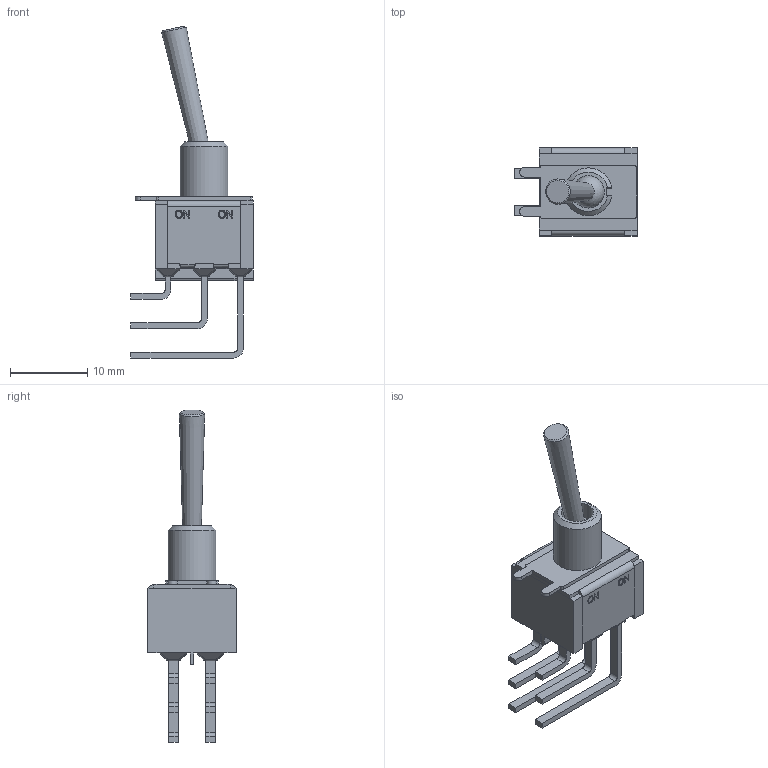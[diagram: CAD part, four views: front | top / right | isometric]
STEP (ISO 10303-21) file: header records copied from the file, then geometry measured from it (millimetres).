
FILE_DESCRIPTION(/* description */ (''),/* implementation_level */ '2;1');
FILE_NAME(/* name */ '100DPxT3B3M7xE.stp',/* time_stamp */ '2025-04-30T16:07:51-05:00',/* author */ ('mroman'),/* organization */ (''),/* preprocessor_version */ 'ST-DEVELOPER v18.1',/* originating_system */ 'Autodesk Inventor 2022',/* authorisation */ '');
FILE_SCHEMA (('AUTOMOTIVE_DESIGN { 1 0 10303 214 3 1 1 }'));
Length unit declared in the file: inch
Products named in the file (1): 100DPxT3B3M7xE
Bounding box: 15.88 x 11.43 x 43.1 mm (x, y, z)
Volume: 1068.4 mm3; surface area: 2263.3 mm2
Topology: 2 solids, 3 shells, 414 faces, 1062 edges, 657 vertices
Faces by surface type: plane 289, cylinder 80, sphere 26, bspline 16, cone 3
Full cylindrical faces by diameter (mm): 4.2 x2
Entity records: 12296 total; most frequent: CARTESIAN_POINT 2353, ORIENTED_EDGE 2074, DIRECTION 1974, EDGE_CURVE 1037, LINE 830, VECTOR 830, VERTEX_POINT 657, AXIS2_PLACEMENT_3D 572
